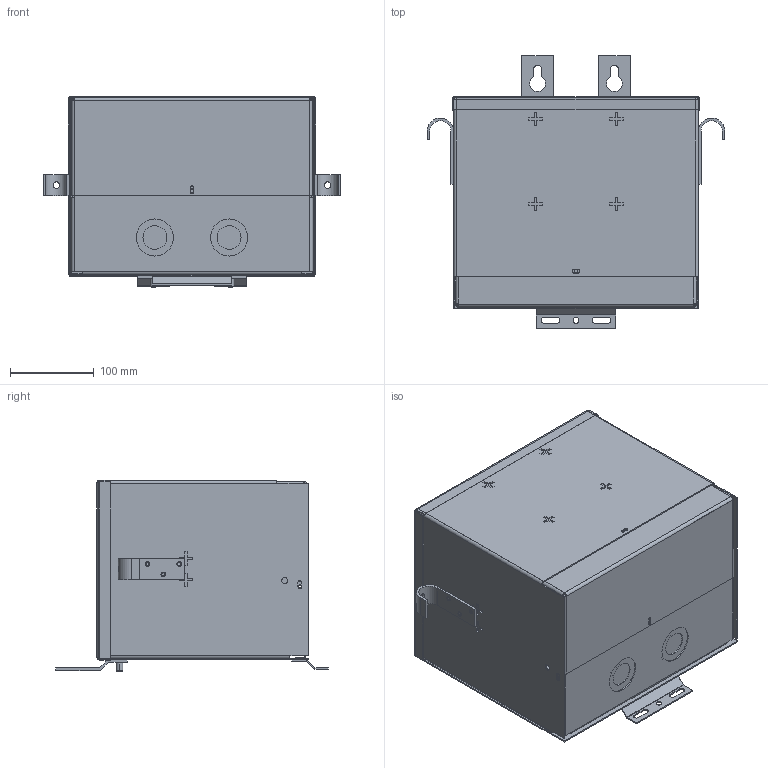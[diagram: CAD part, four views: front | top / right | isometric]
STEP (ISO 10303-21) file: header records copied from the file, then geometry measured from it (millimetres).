
FILE_DESCRIPTION (( 'STEP AP214' ), '1' );
FILE_NAME ('T2A533291S.step', '2018-04-25T20:34:01', ( '' ), ( '' ), 'SwSTEP 2.0', 'SolidWorks 2017', '' );
FILE_SCHEMA (( 'AUTOMOTIVE_DESIGN' ));
Length unit declared in the file: inch
Products named in the file (1): T2A533291S
Bounding box: 356.36 x 326.23 x 229.67 mm (x, y, z)
Volume: 668716.2 mm3; surface area: 869829.5 mm2
Topology: 12 solids, 12 shells, 602 faces, 1522 edges, 988 vertices
Faces by surface type: plane 392, cylinder 138, cone 40, bspline 32
Entity records: 29317 total; most frequent: CARTESIAN_POINT 6721, ORIENTED_EDGE 3044, DIRECTION 2908, EDGE_CURVE 1522, VECTOR 1150, LINE 1150, VERTEX_POINT 988, AXIS2_PLACEMENT_3D 879
